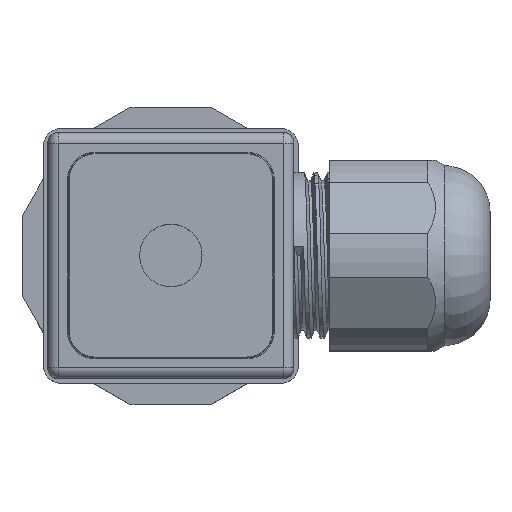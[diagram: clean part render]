
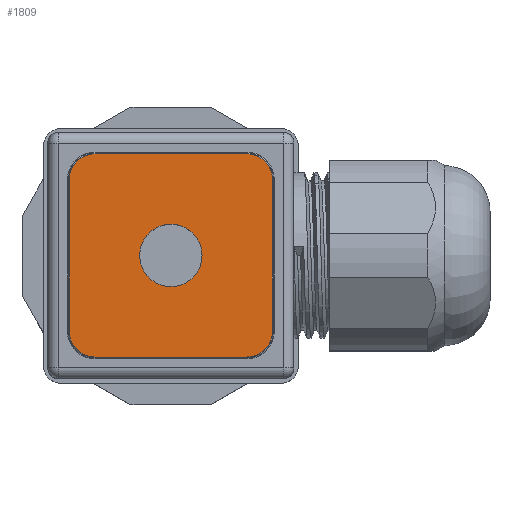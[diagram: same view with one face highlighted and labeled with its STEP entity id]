
A CAD part, top view. The second image highlights one B-rep face of the part: STEP entity #1809.
In plain terms, the highlighted planar face has unit normal (0, 0, 1).
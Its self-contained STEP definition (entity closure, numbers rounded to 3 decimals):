
#1809=ADVANCED_FACE('',(#4829,#4831),#4833,.T.);
#4829=FACE_BOUND('',#4830,.T.);
#4830=EDGE_LOOP('',(#9928,#9929,#9930,#9931,#9932,#9933,#9934,#9935));
#4831=FACE_BOUND('',#4832,.T.);
#4832=EDGE_LOOP('',(#9936));
#4833=PLANE('',#4834);
#4834=AXIS2_PLACEMENT_3D('',#4835,#4836,#4837);
#4835=CARTESIAN_POINT('',(0.,0.,31.));
#4836=DIRECTION('',(0.,0.,1.));
#4837=DIRECTION('',(1.,0.,0.));
#9928=ORIENTED_EDGE('',*,*,#11071,.T.);
#9929=ORIENTED_EDGE('',*,*,#11072,.F.);
#9930=ORIENTED_EDGE('',*,*,#11073,.T.);
#9931=ORIENTED_EDGE('',*,*,#11074,.F.);
#9932=ORIENTED_EDGE('',*,*,#11075,.T.);
#9933=ORIENTED_EDGE('',*,*,#11076,.F.);
#9934=ORIENTED_EDGE('',*,*,#11077,.T.);
#9935=ORIENTED_EDGE('',*,*,#11078,.F.);
#9936=ORIENTED_EDGE('',*,*,#11079,.T.);
#11071=EDGE_CURVE('',#11960,#11961,#11962,.T.);
#11072=EDGE_CURVE('',#11963,#11961,#11964,.F.);
#11073=EDGE_CURVE('',#11963,#11965,#11966,.T.);
#11074=EDGE_CURVE('',#11967,#11965,#11968,.F.);
#11075=EDGE_CURVE('',#11967,#11969,#11970,.T.);
#11076=EDGE_CURVE('',#11971,#11969,#11972,.F.);
#11077=EDGE_CURVE('',#11971,#11973,#11974,.T.);
#11078=EDGE_CURVE('',#11960,#11973,#11975,.F.);
#11079=EDGE_CURVE('',#11976,#11976,#11977,.F.);
#11960=VERTEX_POINT('',#13785);
#11961=VERTEX_POINT('',#13786);
#11962=LINE('',#13787,#13788);
#11963=VERTEX_POINT('',#13790);
#11964=CIRCLE('',#13791,2.9);
#11965=VERTEX_POINT('',#13795);
#11966=LINE('',#13796,#13797);
#11967=VERTEX_POINT('',#13799);
#11968=CIRCLE('',#13800,2.9);
#11969=VERTEX_POINT('',#13804);
#11970=LINE('',#13805,#13806);
#11971=VERTEX_POINT('',#13808);
#11972=CIRCLE('',#13809,2.9);
#11973=VERTEX_POINT('',#13813);
#11974=LINE('',#13814,#13815);
#11975=CIRCLE('',#13817,2.9);
#11976=VERTEX_POINT('',#13821);
#11977=CIRCLE('',#13822,3.5);
#13785=CARTESIAN_POINT('',(-8.5,-11.4,31.));
#13786=CARTESIAN_POINT('',(8.5,-11.4,31.));
#13787=CARTESIAN_POINT('',(-8.5,-11.4,31.));
#13788=VECTOR('',#13789,1.);
#13789=DIRECTION('',(1.,0.,0.));
#13790=CARTESIAN_POINT('',(11.4,-8.5,31.));
#13791=AXIS2_PLACEMENT_3D('',#13792,#13793,#13794);
#13792=CARTESIAN_POINT('',(8.5,-8.5,31.));
#13793=DIRECTION('',(-0.,0.,1.));
#13794=DIRECTION('',(0.,-1.,0.));
#13795=CARTESIAN_POINT('',(11.4,8.5,31.));
#13796=CARTESIAN_POINT('',(11.4,-8.5,31.));
#13797=VECTOR('',#13798,1.);
#13798=DIRECTION('',(0.,1.,0.));
#13799=CARTESIAN_POINT('',(8.5,11.4,31.));
#13800=AXIS2_PLACEMENT_3D('',#13801,#13802,#13803);
#13801=CARTESIAN_POINT('',(8.5,8.5,31.));
#13802=DIRECTION('',(0.,0.,1.));
#13803=DIRECTION('',(1.,0.,0.));
#13804=CARTESIAN_POINT('',(-8.5,11.4,31.));
#13805=CARTESIAN_POINT('',(8.5,11.4,31.));
#13806=VECTOR('',#13807,1.);
#13807=DIRECTION('',(-1.,0.,0.));
#13808=CARTESIAN_POINT('',(-11.4,8.5,31.));
#13809=AXIS2_PLACEMENT_3D('',#13810,#13811,#13812);
#13810=CARTESIAN_POINT('',(-8.5,8.5,31.));
#13811=DIRECTION('',(0.,0.,1.));
#13812=DIRECTION('',(0.,1.,0.));
#13813=CARTESIAN_POINT('',(-11.4,-8.5,31.));
#13814=CARTESIAN_POINT('',(-11.4,8.5,31.));
#13815=VECTOR('',#13816,1.);
#13816=DIRECTION('',(0.,-1.,0.));
#13817=AXIS2_PLACEMENT_3D('',#13818,#13819,#13820);
#13818=CARTESIAN_POINT('',(-8.5,-8.5,31.));
#13819=DIRECTION('',(0.,0.,1.));
#13820=DIRECTION('',(-1.,0.,0.));
#13821=CARTESIAN_POINT('',(3.5,0.,31.));
#13822=AXIS2_PLACEMENT_3D('',#13823,#13824,#13825);
#13823=CARTESIAN_POINT('',(0.,0.,31.));
#13824=DIRECTION('',(0.,0.,1.));
#13825=DIRECTION('',(1.,0.,0.));
